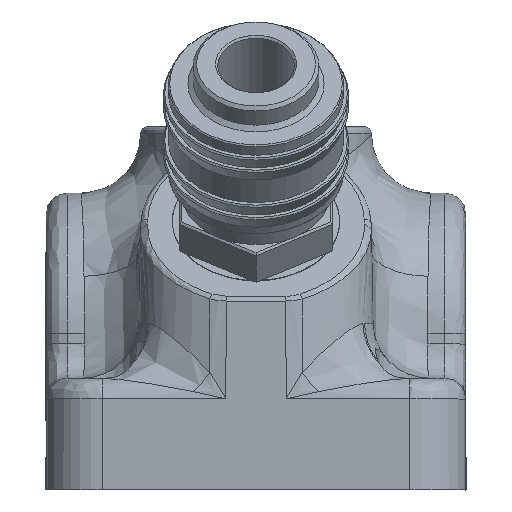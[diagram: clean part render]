
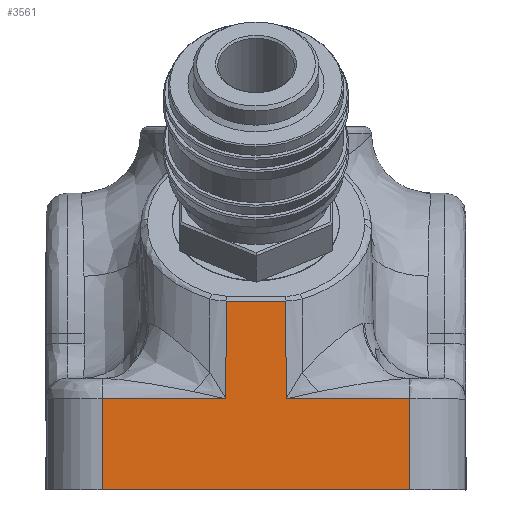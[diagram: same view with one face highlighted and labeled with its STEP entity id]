
A CAD part, left-side view. The second image highlights one B-rep face of the part: STEP entity #3561.
In plain terms, the highlighted planar face has unit normal (-1, 0, 0.018).
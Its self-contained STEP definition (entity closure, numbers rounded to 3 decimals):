
#132=LINE('',#7171,#282);
#177=LINE('',#17354,#327);
#178=LINE('',#18173,#328);
#179=LINE('',#18175,#329);
#180=LINE('',#18381,#330);
#181=LINE('',#18383,#331);
#182=LINE('',#18564,#332);
#183=LINE('',#18566,#333);
#282=VECTOR('',#4049,44.05);
#327=VECTOR('',#4252,2.948);
#328=VECTOR('',#4255,2.948);
#329=VECTOR('',#4258,8.547);
#330=VECTOR('',#4285,17.716);
#331=VECTOR('',#4288,13.054);
#332=VECTOR('',#4291,17.716);
#333=VECTOR('',#4294,13.054);
#652=B_SPLINE_CURVE_WITH_KNOTS('',3,(#17355,#17356,#17357,#17358),
 .UNSPECIFIED.,.F.,.F.,(4,4),(10.002,21.054),
 .UNSPECIFIED.);
#655=B_SPLINE_CURVE_WITH_KNOTS('',3,(#18169,#18170,#18171,#18172),
 .UNSPECIFIED.,.F.,.F.,(4,4),(10.002,21.054),
 .UNSPECIFIED.);
#709=PLANE('',#3776);
#964=FACE_OUTER_BOUND('',#1206,.T.);
#1206=EDGE_LOOP('',(#2984,#2985,#2986,#2987,#2988,#2989,#2990,#2991,#2992,
#2993));
#1528=VERTEX_POINT('',#7168);
#1529=VERTEX_POINT('',#7170);
#1621=VERTEX_POINT('',#14491);
#1628=VERTEX_POINT('',#14613);
#1645=VERTEX_POINT('',#15912);
#1649=VERTEX_POINT('',#16310);
#1650=VERTEX_POINT('',#17353);
#1651=VERTEX_POINT('',#18168);
#1659=VERTEX_POINT('',#18320);
#1660=VERTEX_POINT('',#18464);
#1876=EDGE_CURVE('',#1529,#1528,#132,.T.);
#2096=EDGE_CURVE('',#1650,#1645,#177,.T.);
#2097=EDGE_CURVE('',#1628,#1650,#652,.T.);
#2100=EDGE_CURVE('',#1621,#1651,#655,.T.);
#2101=EDGE_CURVE('',#1651,#1649,#178,.T.);
#2102=EDGE_CURVE('',#1621,#1628,#179,.T.);
#2117=EDGE_CURVE('',#1659,#1645,#180,.T.);
#2118=EDGE_CURVE('',#1529,#1659,#181,.T.);
#2121=EDGE_CURVE('',#1660,#1649,#182,.T.);
#2122=EDGE_CURVE('',#1528,#1660,#183,.T.);
#2984=ORIENTED_EDGE('',*,*,#2102,.T.);
#2985=ORIENTED_EDGE('',*,*,#2097,.T.);
#2986=ORIENTED_EDGE('',*,*,#2096,.T.);
#2987=ORIENTED_EDGE('',*,*,#2117,.F.);
#2988=ORIENTED_EDGE('',*,*,#2118,.F.);
#2989=ORIENTED_EDGE('',*,*,#1876,.T.);
#2990=ORIENTED_EDGE('',*,*,#2122,.T.);
#2991=ORIENTED_EDGE('',*,*,#2121,.T.);
#2992=ORIENTED_EDGE('',*,*,#2101,.F.);
#2993=ORIENTED_EDGE('',*,*,#2100,.F.);
#3561=ADVANCED_FACE('',(#964),#709,.F.);
#3776=AXIS2_PLACEMENT_3D('',#18567,#4295,#4296);
#4049=DIRECTION('',(0.,-1.,0.));
#4252=DIRECTION('',(-0.017,0.003,-1.));
#4255=DIRECTION('',(-0.017,-0.003,-1.));
#4258=DIRECTION('',(0.,1.,0.));
#4285=DIRECTION('',(0.,-1.,0.));
#4288=DIRECTION('',(0.017,0.,1.));
#4291=DIRECTION('',(0.,1.,0.));
#4294=DIRECTION('',(0.017,0.,1.));
#4295=DIRECTION('center_axis',(1.,0.,-0.017));
#4296=DIRECTION('ref_axis',(0.017,0.,1.));
#7168=CARTESIAN_POINT('',(-43.025,-22.025,0.));
#7170=CARTESIAN_POINT('',(-43.025,22.025,0.));
#7171=CARTESIAN_POINT('',(-43.025,-11.013,0.));
#14491=CARTESIAN_POINT('',(-42.553,-4.273,27.05));
#14613=CARTESIAN_POINT('',(-42.553,4.273,27.05));
#15912=CARTESIAN_POINT('',(-42.797,4.309,13.052));
#16310=CARTESIAN_POINT('',(-42.797,-4.309,13.052));
#17353=CARTESIAN_POINT('',(-42.746,4.302,16.));
#17354=CARTESIAN_POINT('',(-42.771,4.306,14.526));
#17355=CARTESIAN_POINT('Ctrl Pts',(-42.553,4.273,27.05));
#17356=CARTESIAN_POINT('Ctrl Pts',(-42.617,4.283,23.367));
#17357=CARTESIAN_POINT('Ctrl Pts',(-42.681,4.292,19.683));
#17358=CARTESIAN_POINT('Ctrl Pts',(-42.746,4.302,16.));
#18168=CARTESIAN_POINT('',(-42.746,-4.302,16.));
#18169=CARTESIAN_POINT('Ctrl Pts',(-42.553,-4.273,
27.05));
#18170=CARTESIAN_POINT('Ctrl Pts',(-42.617,-4.283,23.367));
#18171=CARTESIAN_POINT('Ctrl Pts',(-42.681,-4.292,
19.683));
#18172=CARTESIAN_POINT('Ctrl Pts',(-42.746,-4.302,
16.));
#18173=CARTESIAN_POINT('',(-42.771,-4.306,14.526));
#18175=CARTESIAN_POINT('',(-42.553,95.187,27.05));
#18320=CARTESIAN_POINT('',(-42.797,22.025,13.052));
#18381=CARTESIAN_POINT('',(-42.797,13.167,13.052));
#18383=CARTESIAN_POINT('',(-42.911,22.025,6.526));
#18464=CARTESIAN_POINT('',(-42.797,-22.025,13.052));
#18564=CARTESIAN_POINT('',(-42.797,-13.167,13.052));
#18566=CARTESIAN_POINT('',(-42.911,-22.025,6.526));
#18567=CARTESIAN_POINT('Origin',(-43.618,-15.,-34.));
